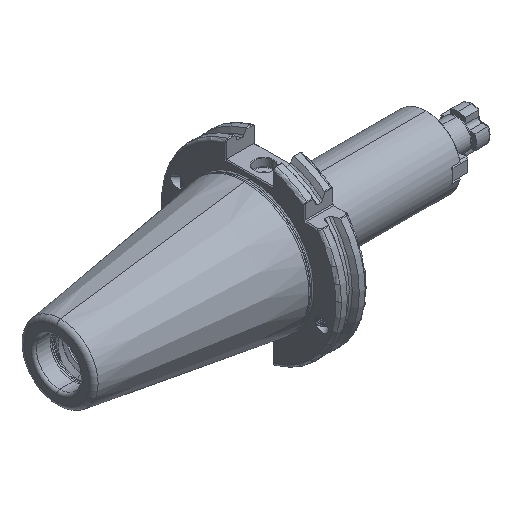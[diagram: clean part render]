
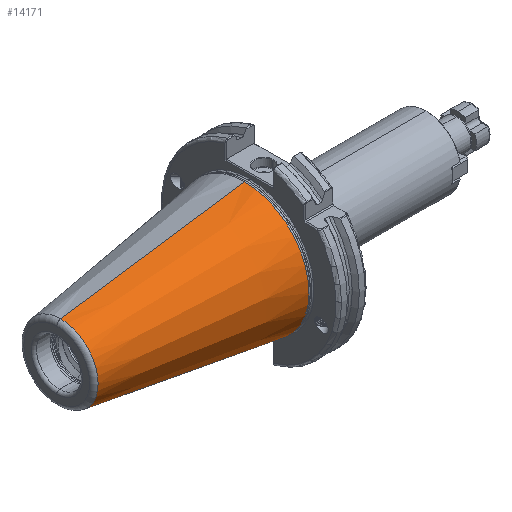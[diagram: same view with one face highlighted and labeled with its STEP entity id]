
A CAD part, isometric view. The second image highlights one B-rep face of the part: STEP entity #14171.
In plain terms, the highlighted conical face has half-angle 8.297 degrees and reference radius 35.392 mm.
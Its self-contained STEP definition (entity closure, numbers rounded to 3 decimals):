
#11372 = CARTESIAN_POINT ( 'NONE',  ( -2.5, 0., 0. ) ) ;
#11388 = DIRECTION ( 'NONE',  ( 0., 1., 0. ) ) ;
#11395 = DIRECTION ( 'NONE',  ( 1., 0., 0. ) ) ;
#11480 = DIRECTION ( 'NONE',  ( 0., 0., 1. ) ) ;
#11485 = DIRECTION ( 'NONE',  ( 1., 0., 0. ) ) ;
#11494 = CARTESIAN_POINT ( 'NONE',  ( -102.811, 0., 0. ) ) ;
#11857 = AXIS2_PLACEMENT_3D ( 'NONE', #14939, #14959, #14964 ) ;
#11996 = AXIS2_PLACEMENT_3D ( 'NONE', #24139, #24103, #24085 ) ;
#12481 = VERTEX_POINT ( 'NONE', #30008 ) ;
#12517 = VERTEX_POINT ( 'NONE', #30033 ) ;
#12526 = VERTEX_POINT ( 'NONE', #30046 ) ;
#12540 = VERTEX_POINT ( 'NONE', #30052 ) ;
#12566 = VERTEX_POINT ( 'NONE', #28737 ) ;
#13001 = FACE_OUTER_BOUND ( 'NONE', #19920, .T. ) ;
#13060 = CONICAL_SURFACE ( 'NONE', #11996, 35.392, 0.145 ) ;
#14171 = ADVANCED_FACE ( 'NONE', ( #13001 ), #13060, .T. ) ;
#14509 = DIRECTION ( 'NONE',  ( 0.99, 0., 0.144 ) ) ;
#14518 = CARTESIAN_POINT ( 'NONE',  ( 0., 0., 35.392 ) ) ;
#14939 = CARTESIAN_POINT ( 'NONE',  ( -2.5, 0., 0. ) ) ;
#14959 = DIRECTION ( 'NONE',  ( 1., 0., 0. ) ) ;
#14964 = DIRECTION ( 'NONE',  ( 0., 1., 0. ) ) ;
#15144 = CARTESIAN_POINT ( 'NONE',  ( 0., 0., -35.392 ) ) ;
#15186 = DIRECTION ( 'NONE',  ( 0.99, 0., -0.144 ) ) ;
#19920 = EDGE_LOOP ( 'NONE', ( #28237, #28272, #28264, #28265, #28343 ) ) ;
#24085 = DIRECTION ( 'NONE',  ( 0., 0., -1. ) ) ;
#24103 = DIRECTION ( 'NONE',  ( 1., 0., 0. ) ) ;
#24139 = CARTESIAN_POINT ( 'NONE',  ( 0., 0., 0. ) ) ;
#28237 = ORIENTED_EDGE ( 'NONE', *, *, #35628, .F. ) ;
#28264 = ORIENTED_EDGE ( 'NONE', *, *, #35733, .T. ) ;
#28265 = ORIENTED_EDGE ( 'NONE', *, *, #36442, .F. ) ;
#28272 = ORIENTED_EDGE ( 'NONE', *, *, #36459, .T. ) ;
#28343 = ORIENTED_EDGE ( 'NONE', *, *, #35699, .F. ) ;
#28737 = CARTESIAN_POINT ( 'NONE',  ( -2.5, 0., 35.027 ) ) ;
#29510 = AXIS2_PLACEMENT_3D ( 'NONE', #11372, #11395, #11388 ) ;
#29514 = AXIS2_PLACEMENT_3D ( 'NONE', #11494, #11485, #11480 ) ;
#30008 = CARTESIAN_POINT ( 'NONE',  ( -2.5, -35.027, 0. ) ) ;
#30033 = CARTESIAN_POINT ( 'NONE',  ( -102.811, 0., -20.399 ) ) ;
#30046 = CARTESIAN_POINT ( 'NONE',  ( -2.5, 0., -35.027 ) ) ;
#30052 = CARTESIAN_POINT ( 'NONE',  ( -102.811, 0., 20.399 ) ) ;
#35628 = EDGE_CURVE ( 'NONE', #12540, #12566, #37333, .T. ) ;
#35699 = EDGE_CURVE ( 'NONE', #12566, #12481, #37384, .T. ) ;
#35733 = EDGE_CURVE ( 'NONE', #12517, #12526, #37421, .T. ) ;
#36442 = EDGE_CURVE ( 'NONE', #12481, #12526, #36694, .T. ) ;
#36459 = EDGE_CURVE ( 'NONE', #12540, #12517, #36757, .T. ) ;
#36694 = CIRCLE ( 'NONE', #29510, 35.027 ) ;
#36757 = CIRCLE ( 'NONE', #29514, 20.399 ) ;
#37322 = VECTOR ( 'NONE', #14509, 1000. ) ;
#37333 = LINE ( 'NONE', #14518, #37322 ) ;
#37384 = CIRCLE ( 'NONE', #11857, 35.027 ) ;
#37421 = LINE ( 'NONE', #15144, #37424 ) ;
#37424 = VECTOR ( 'NONE', #15186, 1000. ) ;
